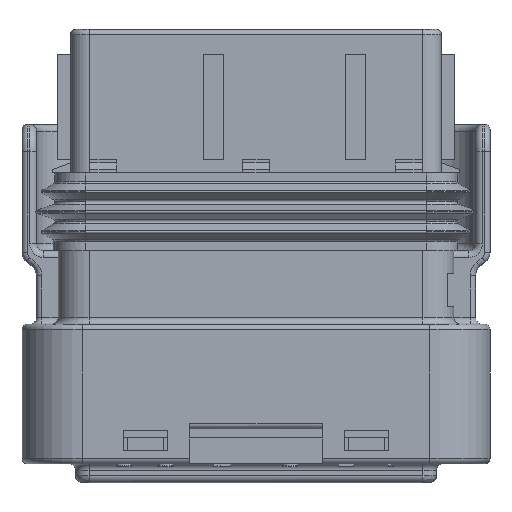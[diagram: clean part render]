
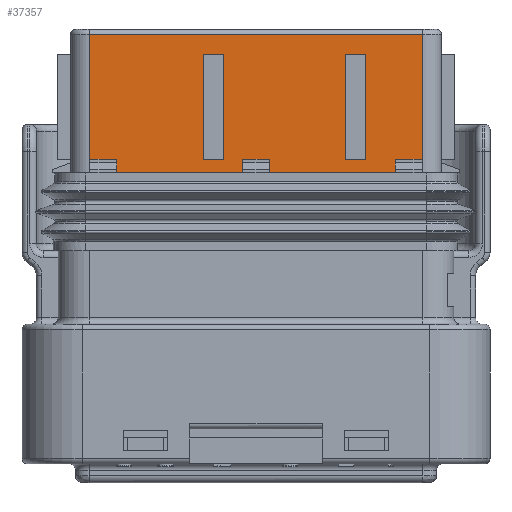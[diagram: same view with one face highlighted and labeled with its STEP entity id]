
A CAD part, front view. The second image highlights one B-rep face of the part: STEP entity #37357.
In plain terms, the highlighted planar face has unit normal (0, -1, 0).
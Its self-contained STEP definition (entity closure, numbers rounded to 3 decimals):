
#22634=CARTESIAN_POINT('Vertex',(-12.44,-4.3,-0.4)) ;
#23012=CARTESIAN_POINT('Vertex',(12.44,-4.3,-0.4)) ;
#31672=CARTESIAN_POINT('Vertex',(12.44,-4.3,-16.5)) ;
#31675=CARTESIAN_POINT('Line Origine',(0.,-4.3,-16.5)) ;
#31679=CARTESIAN_POINT('Vertex',(-12.44,-4.3,-16.5)) ;
#32813=CARTESIAN_POINT('Line Origine',(-12.49,-4.3,-0.4)) ;
#32830=CARTESIAN_POINT('Line Origine',(-12.44,-4.3,-0.35)) ;
#32834=CARTESIAN_POINT('Vertex',(-12.44,-4.3,-10.7)) ;
#33516=CARTESIAN_POINT('Line Origine',(12.44,-4.3,-0.35)) ;
#33520=CARTESIAN_POINT('Vertex',(12.44,-4.3,-10.7)) ;
#37157=CARTESIAN_POINT('Line Origine',(12.44,-4.3,-16.55)) ;
#37169=CARTESIAN_POINT('Axis2P3D Location',(14.928,-4.3,1.21)) ;
#37174=CARTESIAN_POINT('Line Origine',(-12.44,-4.3,-13.6)) ;
#37187=CARTESIAN_POINT('Line Origine',(7.45,-4.3,-1.85)) ;
#37191=CARTESIAN_POINT('Vertex',(8.2,-4.3,-1.85)) ;
#37193=CARTESIAN_POINT('Vertex',(6.7,-4.3,-1.85)) ;
#37196=CARTESIAN_POINT('Line Origine',(8.2,-4.3,-5.775)) ;
#37200=CARTESIAN_POINT('Vertex',(8.2,-4.3,-9.7)) ;
#37203=CARTESIAN_POINT('Line Origine',(7.45,-4.3,-9.7)) ;
#37207=CARTESIAN_POINT('Vertex',(6.7,-4.3,-9.7)) ;
#37210=CARTESIAN_POINT('Line Origine',(6.7,-4.3,-5.775)) ;
#37221=CARTESIAN_POINT('Line Origine',(-3.2,-4.3,-1.85)) ;
#37225=CARTESIAN_POINT('Vertex',(-2.45,-4.3,-1.85)) ;
#37227=CARTESIAN_POINT('Vertex',(-3.95,-4.3,-1.85)) ;
#37230=CARTESIAN_POINT('Line Origine',(-2.45,-4.3,-5.775)) ;
#37234=CARTESIAN_POINT('Vertex',(-2.45,-4.3,-9.7)) ;
#37237=CARTESIAN_POINT('Line Origine',(-3.2,-4.3,-9.7)) ;
#37241=CARTESIAN_POINT('Vertex',(-3.95,-4.3,-9.7)) ;
#37244=CARTESIAN_POINT('Line Origine',(-3.95,-4.3,-5.775)) ;
#37255=CARTESIAN_POINT('Line Origine',(-10.4,-4.3,-10.2)) ;
#37259=CARTESIAN_POINT('Vertex',(-10.4,-4.3,-9.7)) ;
#37261=CARTESIAN_POINT('Vertex',(-10.4,-4.3,-10.7)) ;
#37264=CARTESIAN_POINT('Line Origine',(-11.4,-4.3,-10.7)) ;
#37268=CARTESIAN_POINT('Vertex',(-12.4,-4.3,-10.7)) ;
#37271=CARTESIAN_POINT('Line Origine',(-12.4,-4.3,-10.2)) ;
#37275=CARTESIAN_POINT('Vertex',(-12.4,-4.3,-9.7)) ;
#37278=CARTESIAN_POINT('Line Origine',(-11.4,-4.3,-9.7)) ;
#37289=CARTESIAN_POINT('Line Origine',(-1.,-4.3,-10.2)) ;
#37293=CARTESIAN_POINT('Vertex',(-1.,-4.3,-10.7)) ;
#37295=CARTESIAN_POINT('Vertex',(-1.,-4.3,-9.7)) ;
#37298=CARTESIAN_POINT('Line Origine',(0.,-4.3,-9.7)) ;
#37302=CARTESIAN_POINT('Vertex',(1.,-4.3,-9.7)) ;
#37305=CARTESIAN_POINT('Line Origine',(1.,-4.3,-10.2)) ;
#37309=CARTESIAN_POINT('Vertex',(1.,-4.3,-10.7)) ;
#37312=CARTESIAN_POINT('Line Origine',(0.,-4.3,-10.7)) ;
#37323=CARTESIAN_POINT('Line Origine',(10.4,-4.3,-10.2)) ;
#37327=CARTESIAN_POINT('Vertex',(10.4,-4.3,-10.7)) ;
#37329=CARTESIAN_POINT('Vertex',(10.4,-4.3,-9.7)) ;
#37332=CARTESIAN_POINT('Line Origine',(11.4,-4.3,-9.7)) ;
#37336=CARTESIAN_POINT('Vertex',(12.4,-4.3,-9.7)) ;
#37339=CARTESIAN_POINT('Line Origine',(12.4,-4.3,-10.2)) ;
#37343=CARTESIAN_POINT('Vertex',(12.4,-4.3,-10.7)) ;
#37346=CARTESIAN_POINT('Line Origine',(11.4,-4.3,-10.7)) ;
#31676=DIRECTION('Vector Direction',(-1.,0.,0.)) ;
#32814=DIRECTION('Vector Direction',(1.,0.,0.)) ;
#32831=DIRECTION('Vector Direction',(0.,0.,-1.)) ;
#33517=DIRECTION('Vector Direction',(0.,0.,-1.)) ;
#37158=DIRECTION('Vector Direction',(0.,0.,1.)) ;
#37170=DIRECTION('Axis2P3D Direction',(0.,-1.,0.)) ;
#37171=DIRECTION('Axis2P3D XDirection',(-1.,0.,0.)) ;
#37175=DIRECTION('Vector Direction',(0.,0.,1.)) ;
#37188=DIRECTION('Vector Direction',(-1.,0.,0.)) ;
#37197=DIRECTION('Vector Direction',(0.,0.,1.)) ;
#37204=DIRECTION('Vector Direction',(1.,0.,0.)) ;
#37211=DIRECTION('Vector Direction',(0.,0.,-1.)) ;
#37222=DIRECTION('Vector Direction',(-1.,0.,0.)) ;
#37231=DIRECTION('Vector Direction',(0.,0.,1.)) ;
#37238=DIRECTION('Vector Direction',(1.,0.,0.)) ;
#37245=DIRECTION('Vector Direction',(0.,0.,-1.)) ;
#37256=DIRECTION('Vector Direction',(0.,0.,-1.)) ;
#37265=DIRECTION('Vector Direction',(-1.,0.,0.)) ;
#37272=DIRECTION('Vector Direction',(0.,0.,1.)) ;
#37279=DIRECTION('Vector Direction',(1.,0.,0.)) ;
#37290=DIRECTION('Vector Direction',(0.,0.,1.)) ;
#37299=DIRECTION('Vector Direction',(1.,0.,0.)) ;
#37306=DIRECTION('Vector Direction',(0.,0.,-1.)) ;
#37313=DIRECTION('Vector Direction',(-1.,0.,0.)) ;
#37324=DIRECTION('Vector Direction',(0.,0.,1.)) ;
#37333=DIRECTION('Vector Direction',(1.,0.,0.)) ;
#37340=DIRECTION('Vector Direction',(0.,0.,-1.)) ;
#37347=DIRECTION('Vector Direction',(-1.,0.,0.)) ;
#37172=AXIS2_PLACEMENT_3D('Plane Axis2P3D',#37169,#37170,#37171) ;
#37180=ORIENTED_EDGE('',*,*,#37161,.F.) ;
#37181=ORIENTED_EDGE('',*,*,#33522,.F.) ;
#37182=ORIENTED_EDGE('',*,*,#32817,.F.) ;
#37183=ORIENTED_EDGE('',*,*,#32836,.T.) ;
#37184=ORIENTED_EDGE('',*,*,#37178,.F.) ;
#37185=ORIENTED_EDGE('',*,*,#31681,.F.) ;
#37216=ORIENTED_EDGE('',*,*,#37195,.F.) ;
#37217=ORIENTED_EDGE('',*,*,#37202,.F.) ;
#37218=ORIENTED_EDGE('',*,*,#37209,.F.) ;
#37219=ORIENTED_EDGE('',*,*,#37214,.F.) ;
#37250=ORIENTED_EDGE('',*,*,#37229,.F.) ;
#37251=ORIENTED_EDGE('',*,*,#37236,.F.) ;
#37252=ORIENTED_EDGE('',*,*,#37243,.F.) ;
#37253=ORIENTED_EDGE('',*,*,#37248,.F.) ;
#37284=ORIENTED_EDGE('',*,*,#37263,.T.) ;
#37285=ORIENTED_EDGE('',*,*,#37270,.T.) ;
#37286=ORIENTED_EDGE('',*,*,#37277,.T.) ;
#37287=ORIENTED_EDGE('',*,*,#37282,.T.) ;
#37318=ORIENTED_EDGE('',*,*,#37297,.T.) ;
#37319=ORIENTED_EDGE('',*,*,#37304,.T.) ;
#37320=ORIENTED_EDGE('',*,*,#37311,.T.) ;
#37321=ORIENTED_EDGE('',*,*,#37316,.T.) ;
#37352=ORIENTED_EDGE('',*,*,#37331,.T.) ;
#37353=ORIENTED_EDGE('',*,*,#37338,.T.) ;
#37354=ORIENTED_EDGE('',*,*,#37345,.T.) ;
#37355=ORIENTED_EDGE('',*,*,#37350,.T.) ;
#37220=FACE_BOUND('',#37215,.T.) ;
#37254=FACE_BOUND('',#37249,.T.) ;
#37288=FACE_BOUND('',#37283,.T.) ;
#37322=FACE_BOUND('',#37317,.T.) ;
#37356=FACE_BOUND('',#37351,.T.) ;
#31677=VECTOR('Line Direction',#31676,1.) ;
#32815=VECTOR('Line Direction',#32814,1.) ;
#32832=VECTOR('Line Direction',#32831,1.) ;
#33518=VECTOR('Line Direction',#33517,1.) ;
#37159=VECTOR('Line Direction',#37158,1.) ;
#37176=VECTOR('Line Direction',#37175,1.) ;
#37189=VECTOR('Line Direction',#37188,1.) ;
#37198=VECTOR('Line Direction',#37197,1.) ;
#37205=VECTOR('Line Direction',#37204,1.) ;
#37212=VECTOR('Line Direction',#37211,1.) ;
#37223=VECTOR('Line Direction',#37222,1.) ;
#37232=VECTOR('Line Direction',#37231,1.) ;
#37239=VECTOR('Line Direction',#37238,1.) ;
#37246=VECTOR('Line Direction',#37245,1.) ;
#37257=VECTOR('Line Direction',#37256,1.) ;
#37266=VECTOR('Line Direction',#37265,1.) ;
#37273=VECTOR('Line Direction',#37272,1.) ;
#37280=VECTOR('Line Direction',#37279,1.) ;
#37291=VECTOR('Line Direction',#37290,1.) ;
#37300=VECTOR('Line Direction',#37299,1.) ;
#37307=VECTOR('Line Direction',#37306,1.) ;
#37314=VECTOR('Line Direction',#37313,1.) ;
#37325=VECTOR('Line Direction',#37324,1.) ;
#37334=VECTOR('Line Direction',#37333,1.) ;
#37341=VECTOR('Line Direction',#37340,1.) ;
#37348=VECTOR('Line Direction',#37347,1.) ;
#37357=ADVANCED_FACE('\X2\96F64EF651E04F554F53\X0\',(#37186,#37220,#37254,#37288,#37322,#37356),#37173,.T.) ;
#31681=EDGE_CURVE('',#31673,#31680,#31678,.T.) ;
#32817=EDGE_CURVE('',#22635,#23013,#32816,.T.) ;
#32836=EDGE_CURVE('',#22635,#32835,#32833,.T.) ;
#33522=EDGE_CURVE('',#23013,#33521,#33519,.T.) ;
#37161=EDGE_CURVE('',#33521,#31673,#37160,.F.) ;
#37178=EDGE_CURVE('',#31680,#32835,#37177,.T.) ;
#37195=EDGE_CURVE('',#37192,#37194,#37190,.T.) ;
#37202=EDGE_CURVE('',#37201,#37192,#37199,.T.) ;
#37209=EDGE_CURVE('',#37208,#37201,#37206,.T.) ;
#37214=EDGE_CURVE('',#37194,#37208,#37213,.T.) ;
#37229=EDGE_CURVE('',#37226,#37228,#37224,.T.) ;
#37236=EDGE_CURVE('',#37235,#37226,#37233,.T.) ;
#37243=EDGE_CURVE('',#37242,#37235,#37240,.T.) ;
#37248=EDGE_CURVE('',#37228,#37242,#37247,.T.) ;
#37263=EDGE_CURVE('',#37260,#37262,#37258,.T.) ;
#37270=EDGE_CURVE('',#37262,#37269,#37267,.T.) ;
#37277=EDGE_CURVE('',#37269,#37276,#37274,.T.) ;
#37282=EDGE_CURVE('',#37276,#37260,#37281,.T.) ;
#37297=EDGE_CURVE('',#37294,#37296,#37292,.T.) ;
#37304=EDGE_CURVE('',#37296,#37303,#37301,.T.) ;
#37311=EDGE_CURVE('',#37303,#37310,#37308,.T.) ;
#37316=EDGE_CURVE('',#37310,#37294,#37315,.T.) ;
#37331=EDGE_CURVE('',#37328,#37330,#37326,.T.) ;
#37338=EDGE_CURVE('',#37330,#37337,#37335,.T.) ;
#37345=EDGE_CURVE('',#37337,#37344,#37342,.T.) ;
#37350=EDGE_CURVE('',#37344,#37328,#37349,.T.) ;
#37179=EDGE_LOOP('',(#37180,#37181,#37182,#37183,#37184,#37185)) ;
#37215=EDGE_LOOP('',(#37216,#37217,#37218,#37219)) ;
#37249=EDGE_LOOP('',(#37250,#37251,#37252,#37253)) ;
#37283=EDGE_LOOP('',(#37284,#37285,#37286,#37287)) ;
#37317=EDGE_LOOP('',(#37318,#37319,#37320,#37321)) ;
#37351=EDGE_LOOP('',(#37352,#37353,#37354,#37355)) ;
#37186=FACE_OUTER_BOUND('',#37179,.T.) ;
#31678=LINE('Line',#31675,#31677) ;
#32816=LINE('Line',#32813,#32815) ;
#32833=LINE('Line',#32830,#32832) ;
#33519=LINE('Line',#33516,#33518) ;
#37160=LINE('Line',#37157,#37159) ;
#37177=LINE('Line',#37174,#37176) ;
#37190=LINE('Line',#37187,#37189) ;
#37199=LINE('Line',#37196,#37198) ;
#37206=LINE('Line',#37203,#37205) ;
#37213=LINE('Line',#37210,#37212) ;
#37224=LINE('Line',#37221,#37223) ;
#37233=LINE('Line',#37230,#37232) ;
#37240=LINE('Line',#37237,#37239) ;
#37247=LINE('Line',#37244,#37246) ;
#37258=LINE('Line',#37255,#37257) ;
#37267=LINE('Line',#37264,#37266) ;
#37274=LINE('Line',#37271,#37273) ;
#37281=LINE('Line',#37278,#37280) ;
#37292=LINE('Line',#37289,#37291) ;
#37301=LINE('Line',#37298,#37300) ;
#37308=LINE('Line',#37305,#37307) ;
#37315=LINE('Line',#37312,#37314) ;
#37326=LINE('Line',#37323,#37325) ;
#37335=LINE('Line',#37332,#37334) ;
#37342=LINE('Line',#37339,#37341) ;
#37349=LINE('Line',#37346,#37348) ;
#37173=PLANE('',#37172) ;
#22635=VERTEX_POINT('',#22634) ;
#23013=VERTEX_POINT('',#23012) ;
#31673=VERTEX_POINT('',#31672) ;
#31680=VERTEX_POINT('',#31679) ;
#32835=VERTEX_POINT('',#32834) ;
#33521=VERTEX_POINT('',#33520) ;
#37192=VERTEX_POINT('',#37191) ;
#37194=VERTEX_POINT('',#37193) ;
#37201=VERTEX_POINT('',#37200) ;
#37208=VERTEX_POINT('',#37207) ;
#37226=VERTEX_POINT('',#37225) ;
#37228=VERTEX_POINT('',#37227) ;
#37235=VERTEX_POINT('',#37234) ;
#37242=VERTEX_POINT('',#37241) ;
#37260=VERTEX_POINT('',#37259) ;
#37262=VERTEX_POINT('',#37261) ;
#37269=VERTEX_POINT('',#37268) ;
#37276=VERTEX_POINT('',#37275) ;
#37294=VERTEX_POINT('',#37293) ;
#37296=VERTEX_POINT('',#37295) ;
#37303=VERTEX_POINT('',#37302) ;
#37310=VERTEX_POINT('',#37309) ;
#37328=VERTEX_POINT('',#37327) ;
#37330=VERTEX_POINT('',#37329) ;
#37337=VERTEX_POINT('',#37336) ;
#37344=VERTEX_POINT('',#37343) ;
